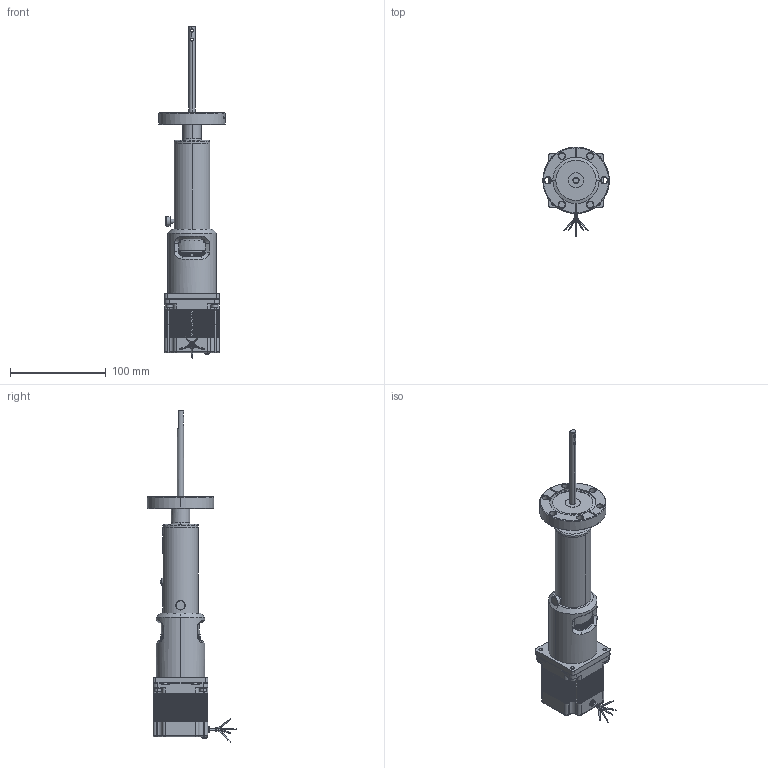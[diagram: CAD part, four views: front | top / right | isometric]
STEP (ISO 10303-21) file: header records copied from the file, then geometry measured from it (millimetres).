
FILE_DESCRIPTION (( 'STEP AP203' ), '1' );
FILE_NAME ('102220.12.stp', '2019-03-21T22:14:42', ( '' ), ( '' ), 'SwSTEP 2.0', 'SolidWorks 2012', '' );
FILE_SCHEMA (( 'CONFIG_CONTROL_DESIGN' ));
Length unit declared in the file: centimetre
Products named in the file (1): 102220.12
Bounding box: 69.34 x 93.28 x 345.83 mm (x, y, z)
Volume: 458249.6 mm3; surface area: 61053.1 mm2
Topology: 1 solids, 6 shells, 3740 faces, 8558 edges, 4891 vertices
Faces by surface type: plane 1769, cone 924, cylinder 851, bspline 196
Entity records: 133135 total; most frequent: CARTESIAN_POINT 50829, ORIENTED_EDGE 17076, DIRECTION 17013, EDGE_CURVE 8538, AXIS2_PLACEMENT_3D 5893, LINE 5227, VECTOR 5227, VERTEX_POINT 4887
